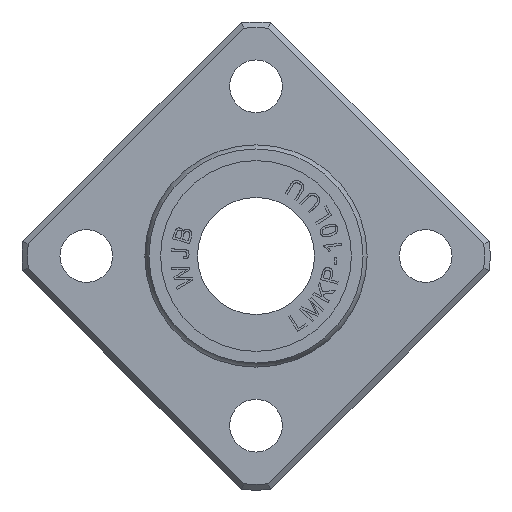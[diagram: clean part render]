
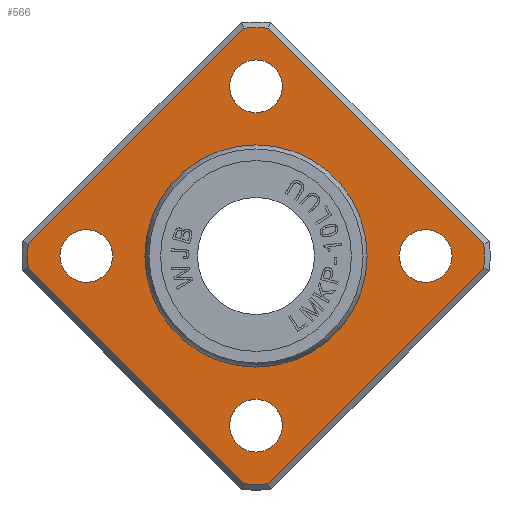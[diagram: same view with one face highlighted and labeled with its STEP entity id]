
A CAD part, left-side view. The second image highlights one B-rep face of the part: STEP entity #566.
In plain terms, the highlighted planar face has unit normal (-1, 0, 0).
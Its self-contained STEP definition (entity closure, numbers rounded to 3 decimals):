
#566=ADVANCED_FACE('',(#1358,#1359,#1360,#1361,#1362,#1363),#960,.T.);
#960=PLANE('',#7139);
#1252=CIRCLE('',#7130,2.25);
#1253=CIRCLE('',#7131,2.25);
#1254=CIRCLE('',#7132,2.25);
#1255=CIRCLE('',#7133,2.25);
#1256=CIRCLE('',#7134,9.286);
#1257=CIRCLE('',#7135,19.5);
#1258=CIRCLE('',#7136,19.5);
#1259=CIRCLE('',#7137,19.5);
#1260=CIRCLE('',#7138,19.5);
#1358=FACE_BOUND('',#1484,.T.);
#1359=FACE_BOUND('',#1485,.T.);
#1360=FACE_BOUND('',#1486,.T.);
#1361=FACE_BOUND('',#1487,.T.);
#1362=FACE_BOUND('',#1488,.T.);
#1363=FACE_BOUND('',#1489,.T.);
#1484=EDGE_LOOP('',(#2644));
#1485=EDGE_LOOP('',(#2645));
#1486=EDGE_LOOP('',(#2646));
#1487=EDGE_LOOP('',(#2647));
#1488=EDGE_LOOP('',(#2648));
#1489=EDGE_LOOP('',(#2649,#2650,#2651,#2652,#2653,#2654,#2655,#2656));
#2644=ORIENTED_EDGE('',*,*,#5254,.T.);
#2645=ORIENTED_EDGE('',*,*,#5255,.T.);
#2646=ORIENTED_EDGE('',*,*,#5256,.T.);
#2647=ORIENTED_EDGE('',*,*,#5257,.T.);
#2648=ORIENTED_EDGE('',*,*,#5258,.F.);
#2649=ORIENTED_EDGE('',*,*,#5259,.T.);
#2650=ORIENTED_EDGE('',*,*,#5260,.T.);
#2651=ORIENTED_EDGE('',*,*,#5261,.T.);
#2652=ORIENTED_EDGE('',*,*,#5262,.T.);
#2653=ORIENTED_EDGE('',*,*,#5263,.T.);
#2654=ORIENTED_EDGE('',*,*,#5264,.T.);
#2655=ORIENTED_EDGE('',*,*,#5265,.T.);
#2656=ORIENTED_EDGE('',*,*,#5266,.T.);
#4598=VERTEX_POINT('',#10416);
#4599=VERTEX_POINT('',#10418);
#4600=VERTEX_POINT('',#10420);
#4601=VERTEX_POINT('',#10422);
#4602=VERTEX_POINT('',#10424);
#4603=VERTEX_POINT('',#10426);
#4604=VERTEX_POINT('',#10427);
#4605=VERTEX_POINT('',#10429);
#4606=VERTEX_POINT('',#10431);
#4607=VERTEX_POINT('',#10433);
#4608=VERTEX_POINT('',#10435);
#4609=VERTEX_POINT('',#10437);
#4610=VERTEX_POINT('',#10439);
#5254=EDGE_CURVE('',#4598,#4598,#1252,.T.);
#5255=EDGE_CURVE('',#4599,#4599,#1253,.T.);
#5256=EDGE_CURVE('',#4600,#4600,#1254,.T.);
#5257=EDGE_CURVE('',#4601,#4601,#1255,.T.);
#5258=EDGE_CURVE('',#4602,#4602,#1256,.T.);
#5259=EDGE_CURVE('',#4603,#4604,#1257,.T.);
#5260=EDGE_CURVE('',#4604,#4605,#6112,.T.);
#5261=EDGE_CURVE('',#4605,#4606,#1258,.T.);
#5262=EDGE_CURVE('',#4606,#4607,#6113,.T.);
#5263=EDGE_CURVE('',#4607,#4608,#1259,.T.);
#5264=EDGE_CURVE('',#4608,#4609,#6114,.T.);
#5265=EDGE_CURVE('',#4609,#4610,#1260,.T.);
#5266=EDGE_CURVE('',#4610,#4603,#6115,.T.);
#6112=LINE('',#10428,#6629);
#6113=LINE('',#10432,#6630);
#6114=LINE('',#10436,#6631);
#6115=LINE('',#10440,#6632);
#6629=VECTOR('',#7786,1.);
#6630=VECTOR('',#7789,1.);
#6631=VECTOR('',#7792,1.);
#6632=VECTOR('',#7795,1.);
#7130=AXIS2_PLACEMENT_3D('',#10415,#7774,#7775);
#7131=AXIS2_PLACEMENT_3D('',#10417,#7776,#7777);
#7132=AXIS2_PLACEMENT_3D('',#10419,#7778,#7779);
#7133=AXIS2_PLACEMENT_3D('',#10421,#7780,#7781);
#7134=AXIS2_PLACEMENT_3D('',#10423,#7782,#7783);
#7135=AXIS2_PLACEMENT_3D('',#10425,#7784,#7785);
#7136=AXIS2_PLACEMENT_3D('',#10430,#7787,#7788);
#7137=AXIS2_PLACEMENT_3D('',#10434,#7790,#7791);
#7138=AXIS2_PLACEMENT_3D('',#10438,#7793,#7794);
#7139=AXIS2_PLACEMENT_3D('',#10441,#7796,#7797);
#7774=DIRECTION('',(1.,0.,0.));
#7775=DIRECTION('',(0.,1.,0.));
#7776=DIRECTION('',(1.,0.,0.));
#7777=DIRECTION('',(0.,1.,0.));
#7778=DIRECTION('',(1.,0.,0.));
#7779=DIRECTION('',(0.,1.,0.));
#7780=DIRECTION('',(1.,0.,0.));
#7781=DIRECTION('',(0.,1.,0.));
#7782=DIRECTION('',(-1.,0.,0.));
#7783=DIRECTION('',(0.,0.,1.));
#7784=DIRECTION('',(-1.,0.,0.));
#7785=DIRECTION('',(0.,0.,1.));
#7786=DIRECTION('',(0.,0.707,0.707));
#7787=DIRECTION('',(-1.,0.,0.));
#7788=DIRECTION('',(0.,0.,1.));
#7789=DIRECTION('',(0.,0.707,-0.707));
#7790=DIRECTION('',(-1.,0.,0.));
#7791=DIRECTION('',(0.,0.,1.));
#7792=DIRECTION('',(0.,-0.707,-0.707));
#7793=DIRECTION('',(-1.,0.,0.));
#7794=DIRECTION('',(0.,0.,1.));
#7795=DIRECTION('',(0.,-0.707,0.707));
#7796=DIRECTION('',(-1.,0.,0.));
#7797=DIRECTION('',(0.,0.,1.));
#10415=CARTESIAN_POINT('',(6.,0.,-14.5));
#10416=CARTESIAN_POINT('',(6.,-2.25,-14.5));
#10417=CARTESIAN_POINT('',(6.,0.,14.5));
#10418=CARTESIAN_POINT('',(6.,-2.25,14.5));
#10419=CARTESIAN_POINT('',(6.,-14.5,0.));
#10420=CARTESIAN_POINT('',(6.,-16.75,0.));
#10421=CARTESIAN_POINT('',(6.,14.5,0.));
#10422=CARTESIAN_POINT('',(6.,12.25,0.));
#10423=CARTESIAN_POINT('',(6.,0.,0.));
#10424=CARTESIAN_POINT('',(6.,0.,9.286));
#10425=CARTESIAN_POINT('',(6.,0.,0.));
#10426=CARTESIAN_POINT('',(6.,-19.473,-1.034));
#10427=CARTESIAN_POINT('',(6.,-19.473,1.034));
#10428=CARTESIAN_POINT('',(6.,-10.443,10.063));
#10429=CARTESIAN_POINT('',(6.,-1.034,19.473));
#10430=CARTESIAN_POINT('',(6.,0.,0.));
#10431=CARTESIAN_POINT('',(6.,1.034,19.473));
#10432=CARTESIAN_POINT('',(6.,-8.937,29.443));
#10433=CARTESIAN_POINT('',(6.,19.473,1.034));
#10434=CARTESIAN_POINT('',(6.,0.,0.));
#10435=CARTESIAN_POINT('',(6.,19.473,-1.034));
#10436=CARTESIAN_POINT('',(6.,10.063,-10.443));
#10437=CARTESIAN_POINT('',(6.,1.034,-19.473));
#10438=CARTESIAN_POINT('',(6.,0.,0.));
#10439=CARTESIAN_POINT('',(6.,-1.034,-19.473));
#10440=CARTESIAN_POINT('',(6.,-29.443,8.937));
#10441=CARTESIAN_POINT('',(6.,0.,14.393));
